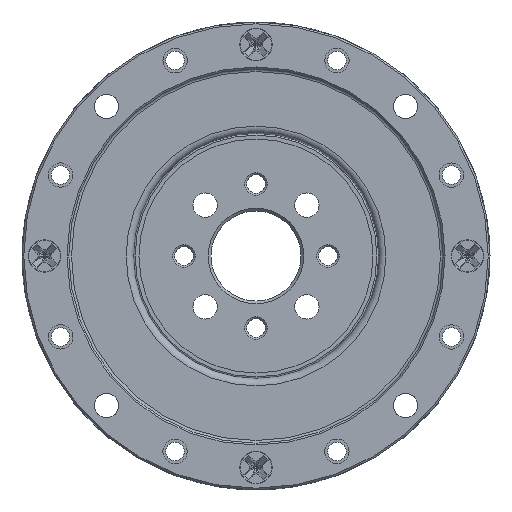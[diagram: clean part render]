
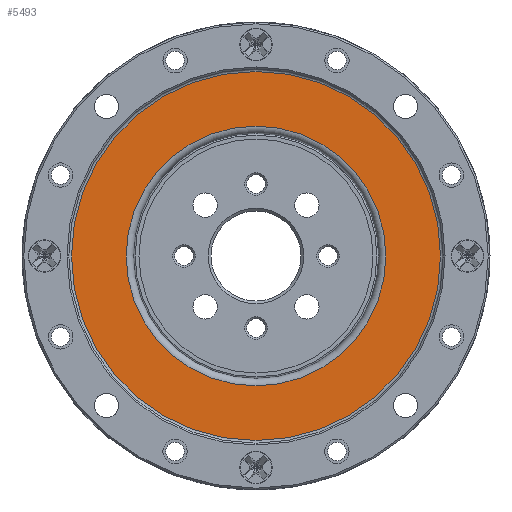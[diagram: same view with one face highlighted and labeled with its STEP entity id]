
A CAD part, left-side view. The second image highlights one B-rep face of the part: STEP entity #5493.
In plain terms, the highlighted planar face has unit normal (-1, 0, 0).
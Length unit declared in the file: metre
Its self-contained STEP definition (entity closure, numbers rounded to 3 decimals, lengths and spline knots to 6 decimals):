
#1112=ORIENTED_EDGE('',*,*,#2424,.T.);
#1113=ORIENTED_EDGE('',*,*,#2425,.F.);
#2424=EDGE_CURVE('',#3080,#3080,#3604,.T.);
#2425=EDGE_CURVE('',#3081,#3081,#3605,.T.);
#3080=VERTEX_POINT('',#8813);
#3081=VERTEX_POINT('',#8815);
#3604=CIRCLE('',#6072,0.01443);
#3605=CIRCLE('',#6073,0.0205);
#3982=EDGE_LOOP('',(#1112));
#3983=EDGE_LOOP('',(#1113));
#4672=FACE_BOUND('',#3982,.T.);
#4673=FACE_BOUND('',#3983,.T.);
#5340=PLANE('',#6071);
#5493=ADVANCED_FACE('',(#4672,#4673),#5340,.F.);
#6071=AXIS2_PLACEMENT_3D('',#8811,#6930,#6931);
#6072=AXIS2_PLACEMENT_3D('',#8812,#6932,#6933);
#6073=AXIS2_PLACEMENT_3D('',#8814,#6934,#6935);
#6930=DIRECTION('',(1.,0.,0.));
#6931=DIRECTION('',(0.,0.,-1.));
#6932=DIRECTION('',(1.,0.,0.));
#6933=DIRECTION('',(0.,0.,-1.));
#6934=DIRECTION('',(1.,0.,0.));
#6935=DIRECTION('',(0.,0.,-1.));
#8811=CARTESIAN_POINT('',(-0.012222,-0.0205,0.));
#8812=CARTESIAN_POINT('',(-0.012222,0.,0.));
#8813=CARTESIAN_POINT('',(-0.012222,0.,-0.01443));
#8814=CARTESIAN_POINT('',(-0.012222,0.,0.));
#8815=CARTESIAN_POINT('',(-0.012222,0.,-0.0205));
